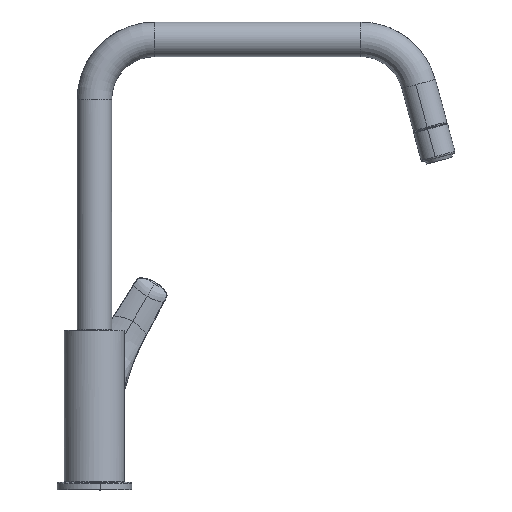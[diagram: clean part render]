
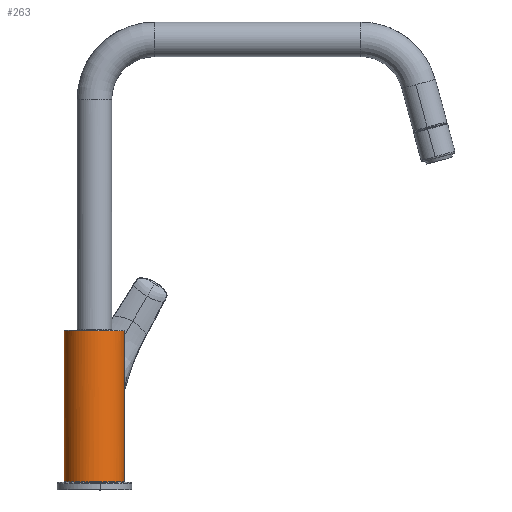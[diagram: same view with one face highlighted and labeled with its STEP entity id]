
A CAD part, front view. The second image highlights one B-rep face of the part: STEP entity #263.
In plain terms, the highlighted cylindrical face has radius 20 mm (diameter 40 mm), a partial arc.
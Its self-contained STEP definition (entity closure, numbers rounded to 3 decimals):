
#65=VECTOR('',#9915,100.2);
#90=LINE('',#9052,#65);
#263=ADVANCED_FACE('extract',(#374),#2779,.T.);
#374=FACE_OUTER_BOUND('',#1692,.T.);
#756=ORIENTED_EDGE('',*,*,#1151,.F.);
#757=ORIENTED_EDGE('',*,*,#1152,.T.);
#758=ORIENTED_EDGE('',*,*,#1153,.T.);
#759=ORIENTED_EDGE('',*,*,#1154,.T.);
#760=ORIENTED_EDGE('',*,*,#1139,.F.);
#761=ORIENTED_EDGE('',*,*,#1144,.F.);
#762=ORIENTED_EDGE('',*,*,#1155,.T.);
#763=ORIENTED_EDGE('',*,*,#1156,.T.);
#764=ORIENTED_EDGE('',*,*,#1157,.T.);
#1139=EDGE_CURVE('153',#1552,#1553,#1380,.T.);
#1144=EDGE_CURVE('158',#1555,#1552,#1385,.T.);
#1151=EDGE_CURVE('165',#1560,#1561,#90,.T.);
#1152=EDGE_CURVE('166',#1560,#1562,#1392,.T.);
#1153=EDGE_CURVE('167',#1562,#1563,#1393,.T.);
#1154=EDGE_CURVE('168',#1563,#1553,#1394,.T.);
#1155=EDGE_CURVE('169',#1555,#1564,#1395,.T.);
#1156=EDGE_CURVE('170',#1564,#1565,#1396,.T.);
#1157=EDGE_CURVE('171',#1565,#1561,#1397,.T.);
#1380=B_SPLINE_CURVE_WITH_KNOTS('',3,(#7499,#7524,#7525,#7526,#7527,#7528,#7529,#7523),.UNSPECIFIED.,.F.,.U.,(4,2,2,4),(0.,0.25,0.5,1.),.UNSPECIFIED.);
#1385=B_SPLINE_CURVE_WITH_KNOTS('',3,(#8957,#8995,#8996,#8997,#8998,#8999,#9000,#9001,#9002,#9003,#9004,#9005,#9006,#9007,#9008,#9009,#7499),.UNSPECIFIED.,.F.,.U.,(4,1,1,1,1,1,1,1,1,1,1,1,1,1,4),(0.,0.068,0.136,0.204,0.272,0.341,0.409,0.477,0.546,0.614,0.682,0.75,0.834,0.917,1.),.UNSPECIFIED.);
#1392=B_SPLINE_CURVE_WITH_KNOTS('',3,(#9052,#9055,#9056,#9057,#9058,#9059,#9060,#9061,#9062,#9063,#9064,#9065,#9066,#9067,#9068,#9069,#9070,#9054),.UNSPECIFIED.,.F.,.U.,(4,2,2,2,2,2,2,2,4),(0.,0.125,0.25,0.375,0.5,0.625,0.75,0.875,1.),.UNSPECIFIED.);
#1393=B_SPLINE_CURVE_WITH_KNOTS('',3,(#9072,#9073,#9074,#9075),.UNSPECIFIED.,.F.,.U.,(4,4),(0.,1.),.UNSPECIFIED.);
#1394=B_SPLINE_CURVE_WITH_KNOTS('',3,(#9071,#9076,#9077,#7523),.UNSPECIFIED.,.F.,.U.,(4,4),(0.,1.),.UNSPECIFIED.);
#1395=B_SPLINE_CURVE_WITH_KNOTS('',3,(#8957,#9079,#9080,#9078),.UNSPECIFIED.,.F.,.U.,(4,4),(0.,1.),.UNSPECIFIED.);
#1396=B_SPLINE_CURVE_WITH_KNOTS('',3,(#9078,#9082,#9083,#9084,#9085,#9086,#9087,#9088,#9089,#9081),.UNSPECIFIED.,.F.,.U.,(4,2,2,2,4),(0.,0.25,0.5,0.75,1.),.UNSPECIFIED.);
#1397=B_SPLINE_CURVE_WITH_KNOTS('',3,(#9081,#9090,#9091,#9092,#9093,#9094,#9095,#9096,#9097,#9053),.UNSPECIFIED.,.F.,.U.,(4,2,2,2,4),(0.,0.25,0.5,0.75,1.),.UNSPECIFIED.);
#1552=VERTEX_POINT('96',#7499);
#1553=VERTEX_POINT('97',#7523);
#1555=VERTEX_POINT('99',#8957);
#1560=VERTEX_POINT('104',#9052);
#1561=VERTEX_POINT('105',#9053);
#1562=VERTEX_POINT('106',#9054);
#1563=VERTEX_POINT('107',#9071);
#1564=VERTEX_POINT('108',#9078);
#1565=VERTEX_POINT('109',#9081);
#1692=EDGE_LOOP('',(#756,#757,#758,#759,#760,#761,#762,#763,#764));
#2779=CYLINDRICAL_SURFACE('',#9835,20.);
#7499=CARTESIAN_POINT('',(-20.,0.,63.));
#7523=CARTESIAN_POINT('',(-19.696,3.473,72.465));
#7524=CARTESIAN_POINT('',(-20.,0.,63.855));
#7525=CARTESIAN_POINT('',(-20.001,0.089,64.709));
#7526=CARTESIAN_POINT('',(-19.996,0.43,66.384));
#7527=CARTESIAN_POINT('',(-19.991,0.681,67.205));
#7528=CARTESIAN_POINT('',(-19.944,1.621,69.59));
#7529=CARTESIAN_POINT('',(-19.869,2.492,71.076));
#8957=CARTESIAN_POINT('',(-19.696,3.472,53.534));
#8995=CARTESIAN_POINT('',(-19.719,3.34,53.724));
#8996=CARTESIAN_POINT('',(-19.764,3.076,54.104));
#8997=CARTESIAN_POINT('',(-19.818,2.697,54.688));
#8998=CARTESIAN_POINT('',(-19.865,2.332,55.283));
#8999=CARTESIAN_POINT('',(-19.902,1.985,55.89));
#9000=CARTESIAN_POINT('',(-19.932,1.658,56.508));
#9001=CARTESIAN_POINT('',(-19.955,1.354,57.139));
#9002=CARTESIAN_POINT('',(-19.972,1.075,57.781));
#9003=CARTESIAN_POINT('',(-19.984,0.824,58.434));
#9004=CARTESIAN_POINT('',(-19.991,0.602,59.097));
#9005=CARTESIAN_POINT('',(-19.996,0.411,59.77));
#9006=CARTESIAN_POINT('',(-19.999,0.241,60.503));
#9007=CARTESIAN_POINT('',(-20.,0.11,61.296));
#9008=CARTESIAN_POINT('',(-20.,0.023,62.147));
#9009=CARTESIAN_POINT('',(-20.,0.008,62.716));
#9051=CARTESIAN_POINT('',(0.,0.,100.7));
#9052=CARTESIAN_POINT('',(19.696,-3.473,100.7));
#9053=CARTESIAN_POINT('',(19.696,-3.473,0.5));
#9054=CARTESIAN_POINT('',(-19.696,-3.473,100.7));
#9055=CARTESIAN_POINT('',(19.292,-5.765,100.7));
#9056=CARTESIAN_POINT('',(18.484,-7.985,100.7));
#9057=CARTESIAN_POINT('',(16.157,-12.015,100.7));
#9058=CARTESIAN_POINT('',(14.638,-13.825,100.7));
#9059=CARTESIAN_POINT('',(11.073,-16.817,100.7));
#9060=CARTESIAN_POINT('',(9.027,-17.998,100.7));
#9061=CARTESIAN_POINT('',(4.654,-19.59,100.7));
#9062=CARTESIAN_POINT('',(2.327,-20.,100.7));
#9063=CARTESIAN_POINT('',(-2.327,-20.,100.7));
#9064=CARTESIAN_POINT('',(-4.654,-19.59,100.7));
#9065=CARTESIAN_POINT('',(-9.027,-17.998,100.7));
#9066=CARTESIAN_POINT('',(-11.073,-16.817,100.7));
#9067=CARTESIAN_POINT('',(-14.638,-13.825,100.7));
#9068=CARTESIAN_POINT('',(-16.157,-12.015,100.7));
#9069=CARTESIAN_POINT('',(-18.484,-7.985,100.7));
#9070=CARTESIAN_POINT('',(-19.292,-5.765,100.7));
#9071=CARTESIAN_POINT('',(-19.696,3.473,100.7));
#9072=CARTESIAN_POINT('',(-19.696,-3.473,100.7));
#9073=CARTESIAN_POINT('',(-20.1,-1.181,100.7));
#9074=CARTESIAN_POINT('',(-20.1,1.181,100.7));
#9075=CARTESIAN_POINT('',(-19.696,3.473,100.7));
#9076=CARTESIAN_POINT('',(-19.696,3.473,91.288));
#9077=CARTESIAN_POINT('',(-19.696,3.473,81.877));
#9078=CARTESIAN_POINT('',(-19.696,3.473,0.5));
#9079=CARTESIAN_POINT('',(-19.696,3.472,35.856));
#9080=CARTESIAN_POINT('',(-19.696,3.473,18.178));
#9081=CARTESIAN_POINT('',(-3.473,-19.696,0.5));
#9082=CARTESIAN_POINT('',(-20.151,0.895,0.5));
#9083=CARTESIAN_POINT('',(-20.093,-1.773,0.5));
#9084=CARTESIAN_POINT('',(-18.959,-6.885,0.5));
#9085=CARTESIAN_POINT('',(-17.885,-9.327,0.5));
#9086=CARTESIAN_POINT('',(-14.881,-13.616,0.5));
#9087=CARTESIAN_POINT('',(-12.954,-15.461,0.5));
#9088=CARTESIAN_POINT('',(-8.538,-18.274,0.5));
#9089=CARTESIAN_POINT('',(-6.051,-19.242,0.5));
#9090=CARTESIAN_POINT('',(-0.895,-20.151,0.5));
#9091=CARTESIAN_POINT('',(1.773,-20.093,0.5));
#9092=CARTESIAN_POINT('',(6.885,-18.959,0.5));
#9093=CARTESIAN_POINT('',(9.327,-17.885,0.5));
#9094=CARTESIAN_POINT('',(13.616,-14.881,0.5));
#9095=CARTESIAN_POINT('',(15.461,-12.954,0.5));
#9096=CARTESIAN_POINT('',(18.274,-8.538,0.5));
#9097=CARTESIAN_POINT('',(19.242,-6.051,0.5));
#9835=AXIS2_PLACEMENT_3D('',#9051,#9915,#9969);
#9915=DIRECTION('',(0.,0.,-1.));
#9969=DIRECTION('',(0.985,-0.173,0.));
